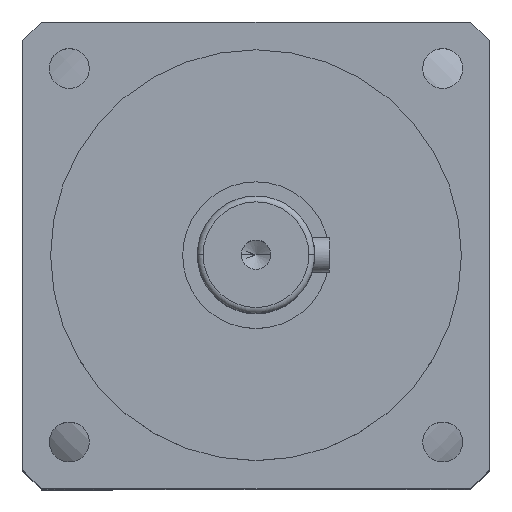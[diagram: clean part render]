
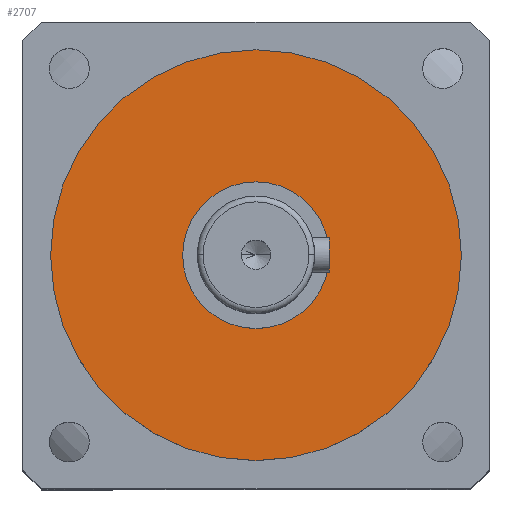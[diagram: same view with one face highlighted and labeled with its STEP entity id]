
A CAD part, top view. The second image highlights one B-rep face of the part: STEP entity #2707.
In plain terms, the highlighted planar face has unit normal (0, 0, 1).
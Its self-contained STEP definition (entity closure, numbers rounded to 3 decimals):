
#61 = CARTESIAN_POINT ( 'NONE',  ( -12.5, 0., 78. ) ) ;
#83 = DIRECTION ( 'NONE',  ( 1., 0., 0. ) ) ;
#240 = DIRECTION ( 'NONE',  ( 0., 0., 1. ) ) ;
#264 = DIRECTION ( 'NONE',  ( 1., 0., 0. ) ) ;
#474 = ORIENTED_EDGE ( 'NONE', *, *, #3837, .F. ) ;
#1072 = CARTESIAN_POINT ( 'NONE',  ( 0., 0., 78. ) ) ;
#1121 = VERTEX_POINT ( 'NONE', #1247 ) ;
#1168 = AXIS2_PLACEMENT_3D ( 'NONE', #5163, #2745, #264 ) ;
#1247 = CARTESIAN_POINT ( 'NONE',  ( 35., 0., 78. ) ) ;
#1285 = VERTEX_POINT ( 'NONE', #2653 ) ;
#1321 = CARTESIAN_POINT ( 'NONE',  ( 0., 0., 78. ) ) ;
#1369 = DIRECTION ( 'NONE',  ( -1., 0., 0. ) ) ;
#1461 = EDGE_LOOP ( 'NONE', ( #3401, #474 ) ) ;
#1644 = CARTESIAN_POINT ( 'NONE',  ( -35., 0., 78. ) ) ;
#1707 = DIRECTION ( 'NONE',  ( 0., 0., -1. ) ) ;
#1796 = AXIS2_PLACEMENT_3D ( 'NONE', #3396, #3431, #1369 ) ;
#1850 = FACE_OUTER_BOUND ( 'NONE', #1461, .T. ) ;
#2027 = EDGE_CURVE ( 'NONE', #1285, #4087, #3588, .T. ) ;
#2099 = DIRECTION ( 'NONE',  ( -1., 0., 0. ) ) ;
#2242 = CIRCLE ( 'NONE', #4200, 35. ) ;
#2489 = CIRCLE ( 'NONE', #1168, 35. ) ;
#2524 = AXIS2_PLACEMENT_3D ( 'NONE', #3729, #4995, #2099 ) ;
#2653 = CARTESIAN_POINT ( 'NONE',  ( 12.5, 0., 78. ) ) ;
#2707 = ADVANCED_FACE ( 'NONE', ( #2944, #1850 ), #3911, .T. ) ;
#2745 = DIRECTION ( 'NONE',  ( 0., 0., -1. ) ) ;
#2933 = CIRCLE ( 'NONE', #1796, 12.5 ) ;
#2944 = FACE_BOUND ( 'NONE', #3381, .T. ) ;
#3185 = ORIENTED_EDGE ( 'NONE', *, *, #2027, .T. ) ;
#3381 = EDGE_LOOP ( 'NONE', ( #4766, #3185 ) ) ;
#3396 = CARTESIAN_POINT ( 'NONE',  ( 0., 0., 78. ) ) ;
#3401 = ORIENTED_EDGE ( 'NONE', *, *, #3524, .F. ) ;
#3431 = DIRECTION ( 'NONE',  ( 0., 0., -1. ) ) ;
#3524 = EDGE_CURVE ( 'NONE', #1121, #4846, #2242, .T. ) ;
#3588 = CIRCLE ( 'NONE', #2524, 12.5 ) ;
#3729 = CARTESIAN_POINT ( 'NONE',  ( 0., 0., 78. ) ) ;
#3837 = EDGE_CURVE ( 'NONE', #4846, #1121, #2489, .T. ) ;
#3911 = PLANE ( 'NONE',  #4341 ) ;
#3971 = EDGE_CURVE ( 'NONE', #4087, #1285, #2933, .T. ) ;
#4087 = VERTEX_POINT ( 'NONE', #61 ) ;
#4200 = AXIS2_PLACEMENT_3D ( 'NONE', #1321, #1707, #83 ) ;
#4341 = AXIS2_PLACEMENT_3D ( 'NONE', #1072, #240, #4742 ) ;
#4742 = DIRECTION ( 'NONE',  ( 1., 0., 0. ) ) ;
#4766 = ORIENTED_EDGE ( 'NONE', *, *, #3971, .T. ) ;
#4846 = VERTEX_POINT ( 'NONE', #1644 ) ;
#4995 = DIRECTION ( 'NONE',  ( 0., 0., -1. ) ) ;
#5163 = CARTESIAN_POINT ( 'NONE',  ( 0., 0., 78. ) ) ;
